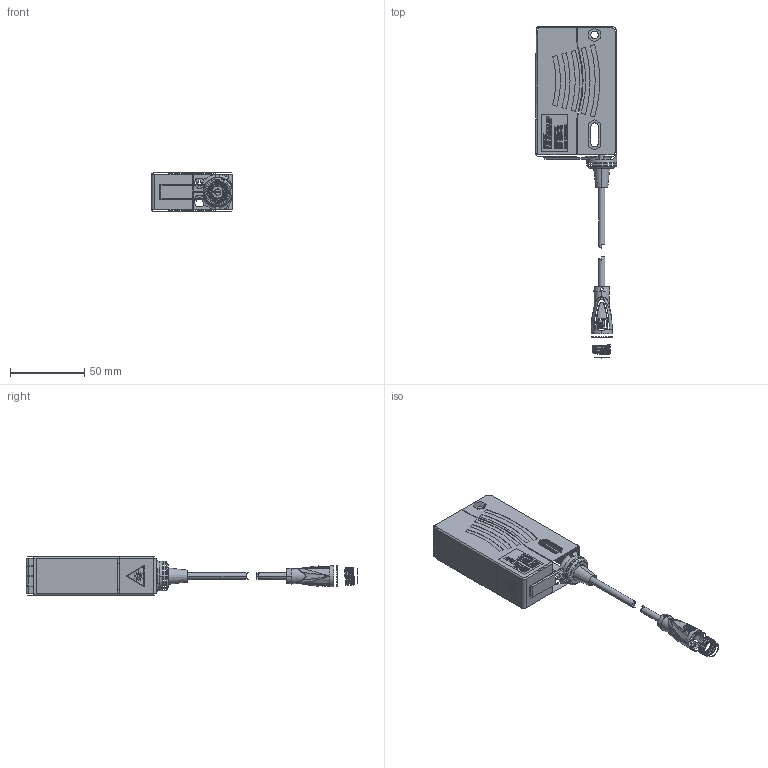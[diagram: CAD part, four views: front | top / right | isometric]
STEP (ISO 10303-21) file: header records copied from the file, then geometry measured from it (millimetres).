
FILE_DESCRIPTION((''),'2;1');
FILE_NAME('CAD3181_SW0002','2017-08-30T',('agebhardt'),(''),'PRO/ENGINEER BY PARAMETRIC TECHNOLOGY CORPORATION, 2015440','PRO/ENGINEER BY PARAMETRIC TECHNOLOGY CORPORATION, 2015440','');
FILE_SCHEMA(('CONFIG_CONTROL_DESIGN'));
Length unit declared in the file: millimetre
Products named in the file (1): CAD3181_SW0002
Bounding box: 54.75 x 224.02 x 25.95 mm (x, y, z)
Surface area: 19021.8 mm2 (no closed solid volume)
Topology: 0 solids, 47 shells, 109 faces, 3326 edges, 3246 vertices
Faces by surface type: plane 48, cylinder 31, bspline 16, cone 10, torus 4
Entity records: 31840 total; most frequent: CARTESIAN_POINT 9828, DIRECTION 3720, ORIENTED_EDGE 3419, EDGE_CURVE 3326, VERTEX_POINT 3246, VECTOR 2800, LINE 2800, AXIS2_PLACEMENT_3D 460
